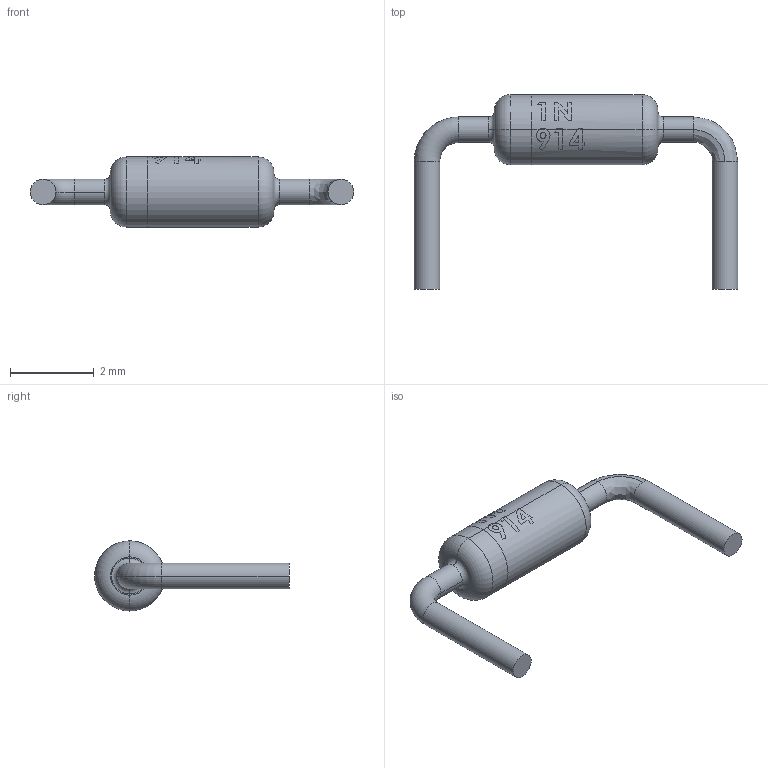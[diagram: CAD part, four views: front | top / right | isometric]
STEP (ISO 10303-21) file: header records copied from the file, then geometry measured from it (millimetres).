
FILE_DESCRIPTION (( 'STEP AP214' ), '1' );
FILE_NAME ('User Library-Diodo 1N914 (Pitch 280mils).STEP', '2016-06-13T03:11:01', ( 'Windows User' ), ( '' ), 'SwSTEP 2.0', 'SolidWorks 2016', '' );
FILE_SCHEMA (( 'AUTOMOTIVE_DESIGN' ));
Length unit declared in the file: inch
Products named in the file (1): User Library-Diodo 1N914 (Pitch 280mils)
Bounding box: 7.73 x 4.65 x 1.68 mm (x, y, z)
Volume: 11.3 mm3; surface area: 42.5 mm2
Topology: 1 solids, 1 shells, 38 faces, 117 edges, 87 vertices
Faces by surface type: cylinder 22, torus 10, plane 4, bspline 2
Entity records: 1990 total; most frequent: CARTESIAN_POINT 370, ORIENTED_EDGE 234, DIRECTION 232, EDGE_CURVE 117, AXIS2_PLACEMENT_3D 99, VERTEX_POINT 87, CIRCLE 62, EDGE_LOOP 44
